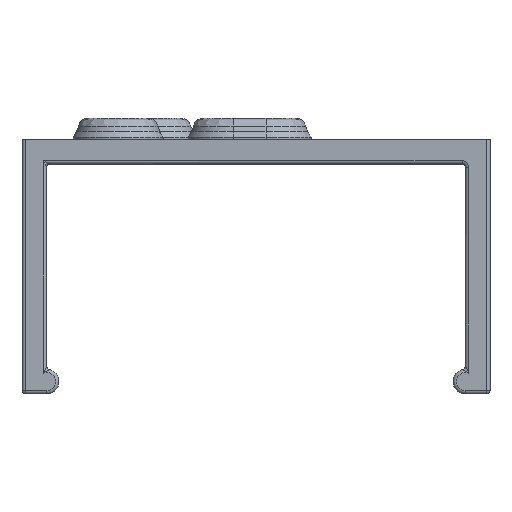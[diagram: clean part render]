
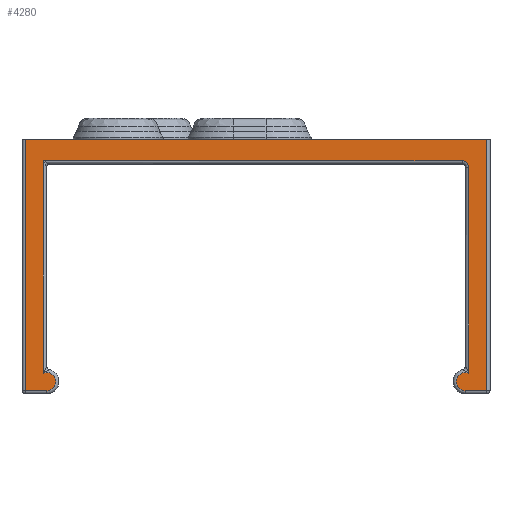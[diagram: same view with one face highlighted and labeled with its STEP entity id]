
A CAD part, front view. The second image highlights one B-rep face of the part: STEP entity #4280.
In plain terms, the highlighted planar face has unit normal (0, -1, 0).
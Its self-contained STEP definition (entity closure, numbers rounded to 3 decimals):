
#322=PLANE('',#4714);
#576=LINE('',#11827,#885);
#607=LINE('',#12110,#916);
#610=LINE('',#12123,#919);
#617=LINE('',#12149,#926);
#619=LINE('',#12152,#928);
#622=LINE('',#12161,#931);
#629=LINE('',#12177,#938);
#633=LINE('',#12188,#942);
#634=LINE('',#12189,#943);
#885=VECTOR('',#5610,10.);
#916=VECTOR('',#5755,10.);
#919=VECTOR('',#5770,10.);
#926=VECTOR('',#5801,10.);
#928=VECTOR('',#5805,10.);
#931=VECTOR('',#5818,10.);
#938=VECTOR('',#5835,10.);
#942=VECTOR('',#5851,10.);
#943=VECTOR('',#5852,10.);
#1303=FACE_OUTER_BOUND('',#1604,.T.);
#1604=EDGE_LOOP('',(#3959,#3960,#3961,#3962,#3963,#3964,#3965,#3966,#3967,
#3968,#3969,#3970));
#1748=CIRCLE('',#4618,1.1);
#1773=CIRCLE('',#4673,0.8);
#1780=CIRCLE('',#4686,1.1);
#2084=VERTEX_POINT('',#11732);
#2090=VERTEX_POINT('',#11819);
#2092=VERTEX_POINT('',#11825);
#2098=VERTEX_POINT('',#11926);
#2126=VERTEX_POINT('',#12084);
#2131=VERTEX_POINT('',#12097);
#2133=VERTEX_POINT('',#12101);
#2134=VERTEX_POINT('',#12113);
#2137=VERTEX_POINT('',#12120);
#2144=VERTEX_POINT('',#12147);
#2148=VERTEX_POINT('',#12173);
#2150=VERTEX_POINT('',#12187);
#2648=EDGE_CURVE('',#2084,#2090,#1748,.T.);
#2652=EDGE_CURVE('',#2092,#2084,#576,.T.);
#2716=EDGE_CURVE('',#2133,#2131,#1773,.T.);
#2720=EDGE_CURVE('',#2098,#2133,#607,.T.);
#2727=EDGE_CURVE('',#2134,#2137,#610,.T.);
#2728=EDGE_CURVE('',#2137,#2098,#1780,.T.);
#2740=EDGE_CURVE('',#2144,#2134,#617,.T.);
#2742=EDGE_CURVE('',#2131,#2092,#619,.T.);
#2747=EDGE_CURVE('',#2090,#2126,#622,.T.);
#2756=EDGE_CURVE('',#2126,#2148,#629,.T.);
#2760=EDGE_CURVE('',#2150,#2148,#633,.T.);
#2761=EDGE_CURVE('',#2150,#2144,#634,.T.);
#3959=ORIENTED_EDGE('',*,*,#2740,.F.);
#3960=ORIENTED_EDGE('',*,*,#2761,.F.);
#3961=ORIENTED_EDGE('',*,*,#2760,.T.);
#3962=ORIENTED_EDGE('',*,*,#2756,.F.);
#3963=ORIENTED_EDGE('',*,*,#2747,.F.);
#3964=ORIENTED_EDGE('',*,*,#2648,.F.);
#3965=ORIENTED_EDGE('',*,*,#2652,.F.);
#3966=ORIENTED_EDGE('',*,*,#2742,.F.);
#3967=ORIENTED_EDGE('',*,*,#2716,.F.);
#3968=ORIENTED_EDGE('',*,*,#2720,.F.);
#3969=ORIENTED_EDGE('',*,*,#2728,.F.);
#3970=ORIENTED_EDGE('',*,*,#2727,.F.);
#4280=ADVANCED_FACE('',(#1303),#322,.F.);
#4618=AXIS2_PLACEMENT_3D('',#11820,#5601,#5602);
#4673=AXIS2_PLACEMENT_3D('',#12103,#5742,#5743);
#4686=AXIS2_PLACEMENT_3D('',#12125,#5773,#5774);
#4714=AXIS2_PLACEMENT_3D('',#12191,#5854,#5855);
#5601=DIRECTION('center_axis',(0.,1.,0.));
#5602=DIRECTION('ref_axis',(1.,0.,0.));
#5610=DIRECTION('',(0.,0.,-1.));
#5742=DIRECTION('center_axis',(0.,-1.,0.));
#5743=DIRECTION('ref_axis',(0.707,0.,0.707));
#5755=DIRECTION('',(0.,0.,1.));
#5770=DIRECTION('',(-1.,0.,0.));
#5773=DIRECTION('center_axis',(0.,1.,0.));
#5774=DIRECTION('ref_axis',(-1.,0.,0.));
#5801=DIRECTION('',(0.,0.,-1.));
#5805=DIRECTION('',(-1.,0.,0.));
#5818=DIRECTION('',(-1.,0.,0.));
#5835=DIRECTION('',(0.,0.,1.));
#5851=DIRECTION('',(-1.,0.,0.));
#5852=DIRECTION('',(1.,0.,0.));
#5854=DIRECTION('center_axis',(0.,1.,0.));
#5855=DIRECTION('ref_axis',(1.,0.,0.));
#11732=CARTESIAN_POINT('',(-18.118,-69.637,-28.475));
#11819=CARTESIAN_POINT('',(-17.718,-69.637,-30.6));
#11820=CARTESIAN_POINT('Origin',(-17.718,-69.637,-29.5));
#11825=CARTESIAN_POINT('',(-18.118,-69.637,-2.6));
#11827=CARTESIAN_POINT('',(-18.118,-69.637,-2.5));
#11926=CARTESIAN_POINT('',(33.682,-69.637,-28.475));
#12084=CARTESIAN_POINT('',(-20.318,-69.637,-30.6));
#12097=CARTESIAN_POINT('',(32.882,-69.637,-2.6));
#12101=CARTESIAN_POINT('',(33.682,-69.637,-3.4));
#12103=CARTESIAN_POINT('Origin',(32.882,-69.637,-3.4));
#12110=CARTESIAN_POINT('',(33.682,-69.637,-2.5));
#12113=CARTESIAN_POINT('',(35.882,-69.637,-30.6));
#12120=CARTESIAN_POINT('',(33.282,-69.637,-30.6));
#12123=CARTESIAN_POINT('',(-13.99,-69.637,-30.6));
#12125=CARTESIAN_POINT('Origin',(33.282,-69.637,-29.5));
#12147=CARTESIAN_POINT('',(35.882,-69.637,0.));
#12149=CARTESIAN_POINT('',(35.882,-69.637,-1.5));
#12152=CARTESIAN_POINT('',(-17.881,-69.637,-2.6));
#12161=CARTESIAN_POINT('',(-13.99,-69.637,-30.6));
#12173=CARTESIAN_POINT('',(-20.318,-69.637,0.));
#12177=CARTESIAN_POINT('',(-20.318,-69.637,-1.5));
#12187=CARTESIAN_POINT('',(-17.718,-69.637,0.));
#12188=CARTESIAN_POINT('',(22.032,-69.637,0.));
#12189=CARTESIAN_POINT('',(36.282,-69.637,0.));
#12191=CARTESIAN_POINT('Origin',(-35.763,-69.637,-3.));
